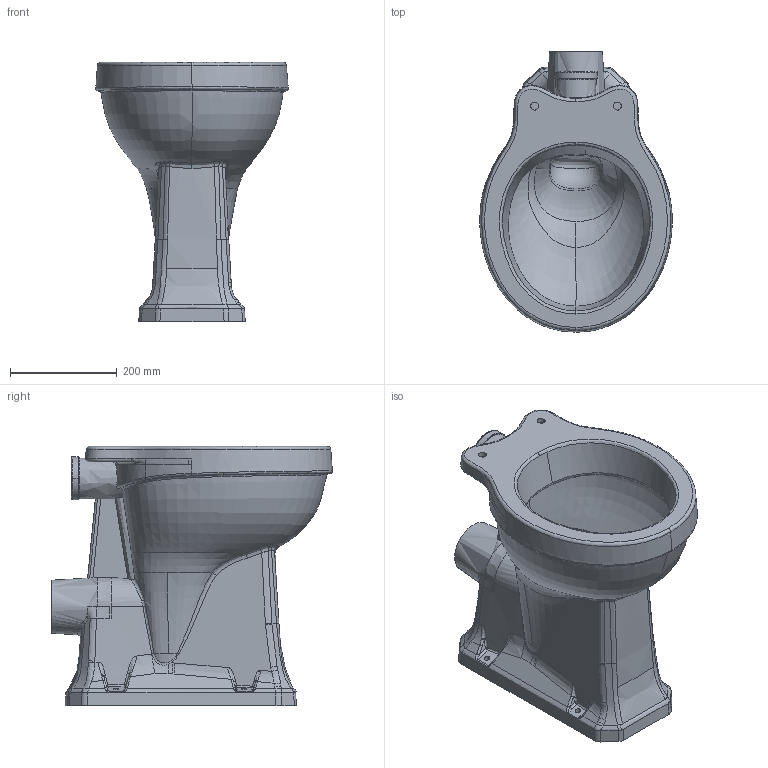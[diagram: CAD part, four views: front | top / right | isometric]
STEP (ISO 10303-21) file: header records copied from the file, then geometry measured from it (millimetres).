
FILE_DESCRIPTION(/* description */ (''),/* implementation_level */ '2;1');
FILE_NAME(/* name */ 'CY243HP',/* time_stamp */ '2020-10-30T23:56:32+08:00',/* author */ (''),/* organization */ (''),/* preprocessor_version */ 'ST-DEVELOPER v15',/* originating_system */ '',/* authorisation */ '');
FILE_SCHEMA (('AUTOMOTIVE_DESIGN'));
Length unit declared in the file: millimetre
Products named in the file (1): Document
Bounding box: 359.91 x 524.9 x 485 mm (x, y, z)
Surface area: 1079800.2 mm2 (no closed solid volume)
Topology: 0 solids, 1 shells, 343 faces, 853 edges, 514 vertices
Faces by surface type: bspline 312, plane 31
Entity records: 86038 total; most frequent: CARTESIAN_POINT 81237, ORIENTED_EDGE 1691, EDGE_CURVE 846, VERTEX_POINT 514, B_SPLINE_CURVE_WITH_KNOTS 445, EDGE_LOOP 353, ADVANCED_FACE 343, FACE_OUTER_BOUND 343
